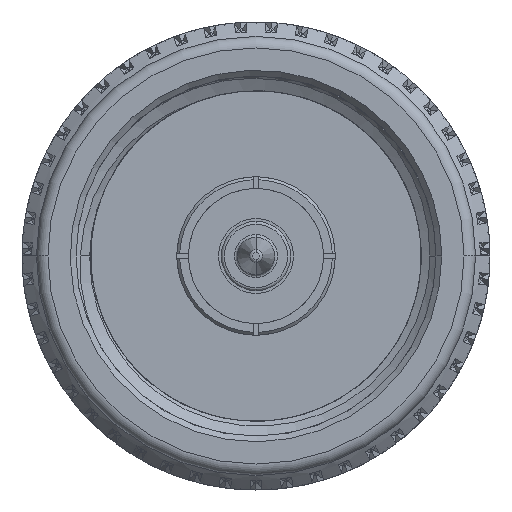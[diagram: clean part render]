
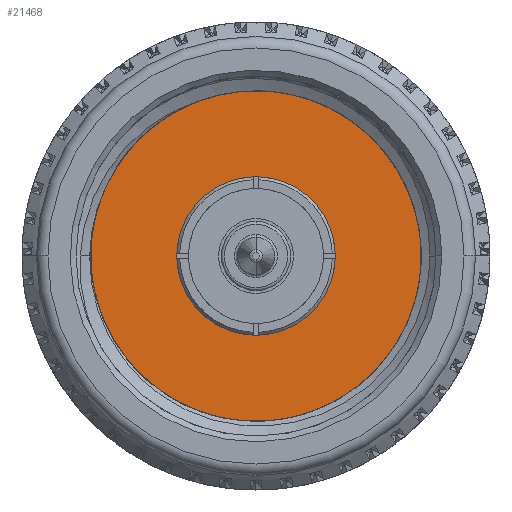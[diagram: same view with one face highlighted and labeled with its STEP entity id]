
A CAD part, left-side view. The second image highlights one B-rep face of the part: STEP entity #21468.
In plain terms, the highlighted planar face has unit normal (-1, 0, 0).
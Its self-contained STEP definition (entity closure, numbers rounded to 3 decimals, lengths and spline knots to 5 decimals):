
#829 = CARTESIAN_POINT ( 'NONE',  ( 0.375, 0., 0. ) ) ;
#2411 = CARTESIAN_POINT ( 'NONE',  ( 0.375, -0.00524, -0.29595 ) ) ;
#2719 = CARTESIAN_POINT ( 'NONE',  ( 0.375, -0.30682, -0.05522 ) ) ;
#2887 = FACE_BOUND ( 'NONE', #61040, .T. ) ;
#3056 = CARTESIAN_POINT ( 'NONE',  ( 0.375, -0.12704, -0.27157 ) ) ;
#5181 = VERTEX_POINT ( 'NONE', #87729 ) ;
#7557 = CARTESIAN_POINT ( 'NONE',  ( 0.375, 0.28244, -0.05055 ) ) ;
#8777 = CARTESIAN_POINT ( 'NONE',  ( 0.375, 0.17404, -0.22812 ) ) ;
#9923 = CARTESIAN_POINT ( 'NONE',  ( 0.375, 0.05015, -0.28853 ) ) ;
#10566 = CARTESIAN_POINT ( 'NONE',  ( 0.375, -0.1985, -0.22894 ) ) ;
#10576 = EDGE_CURVE ( 'NONE', #5181, #49506, #97014, .T. ) ;
#12008 = VERTEX_POINT ( 'NONE', #60688 ) ;
#12200 = VERTEX_POINT ( 'NONE', #91659 ) ;
#13304 = VERTEX_POINT ( 'NONE', #89913 ) ;
#13706 = CARTESIAN_POINT ( 'NONE',  ( 0.375, 0.28827, -0.01704 ) ) ;
#16023 = CARTESIAN_POINT ( 'NONE',  ( 0.375, 0.28244, -0.05055 ) ) ;
#17728 = CARTESIAN_POINT ( 'NONE',  ( 0.375, -0.29433, -0.09491 ) ) ;
#18028 = DIRECTION ( 'NONE',  ( -1., 0., 0. ) ) ;
#18048 = CARTESIAN_POINT ( 'NONE',  ( 0.375, -0.11418, -0.27664 ) ) ;
#18149 = CARTESIAN_POINT ( 'NONE',  ( 0.375, 0., 0. ) ) ;
#20578 = ORIENTED_EDGE ( 'NONE', *, *, #84601, .T. ) ;
#21468 = ADVANCED_FACE ( 'NONE', ( #2887, #34521 ), #30538, .T. ) ;
#22175 = CARTESIAN_POINT ( 'NONE',  ( 0.375, 0.22499, -0.17895 ) ) ;
#22723 = AXIS2_PLACEMENT_3D ( 'NONE', #33990, #18028, #63127 ) ;
#23186 = CARTESIAN_POINT ( 'NONE',  ( 0.375, 0.27931, -0.06803 ) ) ;
#23305 = CARTESIAN_POINT ( 'NONE',  ( 0.375, 0.17404, -0.22812 ) ) ;
#24710 = CARTESIAN_POINT ( 'NONE',  ( 0.375, 0., 0. ) ) ;
#24891 = CARTESIAN_POINT ( 'NONE',  ( 0.375, 0.11552, -0.26608 ) ) ;
#25215 = CARTESIAN_POINT ( 'NONE',  ( 0.375, -0.2892, -0.10803 ) ) ;
#29412 = CARTESIAN_POINT ( 'NONE',  ( 0.375, 0.23565, -0.16465 ) ) ;
#30538 = PLANE ( 'NONE',  #54738 ) ;
#30719 = CARTESIAN_POINT ( 'NONE',  ( 0.375, 0.27457, -0.08517 ) ) ;
#31614 = EDGE_CURVE ( 'NONE', #13304, #90856, #32553, .T. ) ;
#32553 = CIRCLE ( 'NONE', #85898, 0.1375 ) ;
#32746 = CARTESIAN_POINT ( 'NONE',  ( 0.375, -0.16434, -0.25271 ) ) ;
#33166 = EDGE_CURVE ( 'NONE', #90856, #13304, #52189, .T. ) ;
#33788 = DIRECTION ( 'NONE',  ( 0., -1., 0. ) ) ;
#33990 = CARTESIAN_POINT ( 'NONE',  ( 0.375, 0., 0. ) ) ;
#34521 = FACE_OUTER_BOUND ( 'NONE', #93121, .T. ) ;
#35596 = CARTESIAN_POINT ( 'NONE',  ( 0.375, 0.28892, 0. ) ) ;
#39905 = CARTESIAN_POINT ( 'NONE',  ( 0.375, -0.07416, -0.28825 ) ) ;
#41078 = B_SPLINE_CURVE_WITH_KNOTS ( 'NONE', 3,
 ( #23305, #61536, #84763, #77534, #24891, #55590, #62819, #9923, #62170, #2411, #92241, #39905, #47415, #18048, #3056, #70672, #32746, #91937, #10566, #77210, #77857, #93182, #84425, #25215, #17728, #2719, #70366, #85094 ),
 .UNSPECIFIED., .F., .F.,
 ( 4, 2, 2, 2, 2, 2, 2, 2, 2, 2, 2, 2, 2, 4 ),
 ( 0., 0.00106, 0.00212, 0.00319, 0.00425, 0.00637, 0.00743, 0.00849, 0.00956, 0.01062, 0.01274, 0.0138, 0.01487, 0.01699 ),
 .UNSPECIFIED. ) ;
#41320 = EDGE_CURVE ( 'NONE', #49506, #12008, #54419, .T. ) ;
#47241 = ORIENTED_EDGE ( 'NONE', *, *, #31614, .F. ) ;
#47415 = CARTESIAN_POINT ( 'NONE',  ( 0.375, -0.08779, -0.28497 ) ) ;
#49506 = VERTEX_POINT ( 'NONE', #69277 ) ;
#49791 = DIRECTION ( 'NONE',  ( 0., -1., 0. ) ) ;
#52189 = CIRCLE ( 'NONE', #22723, 0.1375 ) ;
#52556 = CARTESIAN_POINT ( 'NONE',  ( 0.375, 0.28612, -0.03389 ) ) ;
#54419 = B_SPLINE_CURVE_WITH_KNOTS ( 'NONE', 3,
 ( #35596, #13706, #52556, #7557 ),
 .UNSPECIFIED., .F., .F.,
 ( 4, 4 ),
 ( 0., 0.00129 ),
 .UNSPECIFIED. ) ;
#54738 = AXIS2_PLACEMENT_3D ( 'NONE', #829, #68139, #75969 ) ;
#54770 = DIRECTION ( 'NONE',  ( 0., -1., 0. ) ) ;
#55590 = CARTESIAN_POINT ( 'NONE',  ( 0.375, 0.08997, -0.27696 ) ) ;
#57866 = EDGE_CURVE ( 'NONE', #64662, #12200, #41078, .T. ) ;
#58084 = EDGE_CURVE ( 'NONE', #12008, #64662, #88769, .T. ) ;
#59839 = CIRCLE ( 'NONE', #71736, 0.3125 ) ;
#60688 = CARTESIAN_POINT ( 'NONE',  ( 0.375, 0.28244, -0.05055 ) ) ;
#61040 = EDGE_LOOP ( 'NONE', ( #94842, #47241 ) ) ;
#61536 = CARTESIAN_POINT ( 'NONE',  ( 0.375, 0.16324, -0.23706 ) ) ;
#62170 = CARTESIAN_POINT ( 'NONE',  ( 0.375, 0.03641, -0.29114 ) ) ;
#62819 = CARTESIAN_POINT ( 'NONE',  ( 0.375, 0.07689, -0.28144 ) ) ;
#63127 = DIRECTION ( 'NONE',  ( 0., -1., 0. ) ) ;
#63886 = DIRECTION ( 'NONE',  ( -1., 0., 0. ) ) ;
#64662 = VERTEX_POINT ( 'NONE', #8777 ) ;
#68139 = DIRECTION ( 'NONE',  ( -1., 0., 0. ) ) ;
#68314 = CARTESIAN_POINT ( 'NONE',  ( 0.375, 0.26198, -0.11837 ) ) ;
#69217 = DIRECTION ( 'NONE',  ( -1., 0., 0. ) ) ;
#69277 = CARTESIAN_POINT ( 'NONE',  ( 0.375, 0.28892, 0. ) ) ;
#70167 = VECTOR ( 'NONE', #49791, 39.37008 ) ;
#70366 = CARTESIAN_POINT ( 'NONE',  ( 0.375, -0.31152, -0.028 ) ) ;
#70672 = CARTESIAN_POINT ( 'NONE',  ( 0.375, -0.15208, -0.25964 ) ) ;
#71735 = CARTESIAN_POINT ( 'NONE',  ( 0.375, 0.1375, 0. ) ) ;
#71736 = AXIS2_PLACEMENT_3D ( 'NONE', #24710, #69217, #54770 ) ;
#72619 = ORIENTED_EDGE ( 'NONE', *, *, #57866, .T. ) ;
#74034 = ORIENTED_EDGE ( 'NONE', *, *, #10576, .T. ) ;
#74185 = CARTESIAN_POINT ( 'NONE',  ( 0.375, 0.25412, -0.1344 ) ) ;
#74724 = ORIENTED_EDGE ( 'NONE', *, *, #58084, .T. ) ;
#75969 = DIRECTION ( 'NONE',  ( 0., -1., 0. ) ) ;
#77210 = CARTESIAN_POINT ( 'NONE',  ( 0.375, -0.22957, -0.20149 ) ) ;
#77534 = CARTESIAN_POINT ( 'NONE',  ( 0.375, 0.12806, -0.25965 ) ) ;
#77857 = CARTESIAN_POINT ( 'NONE',  ( 0.375, -0.24804, -0.18002 ) ) ;
#80616 = CARTESIAN_POINT ( 'NONE',  ( 0.375, 0., 0. ) ) ;
#81735 = CARTESIAN_POINT ( 'NONE',  ( 0.375, 0.18816, -0.21735 ) ) ;
#83691 = CARTESIAN_POINT ( 'NONE',  ( 0.375, 0.17404, -0.22812 ) ) ;
#84425 = CARTESIAN_POINT ( 'NONE',  ( 0.375, -0.27735, -0.13315 ) ) ;
#84601 = EDGE_CURVE ( 'NONE', #12200, #5181, #59839, .T. ) ;
#84763 = CARTESIAN_POINT ( 'NONE',  ( 0.375, 0.15188, -0.24515 ) ) ;
#84887 = ORIENTED_EDGE ( 'NONE', *, *, #41320, .T. ) ;
#85094 = CARTESIAN_POINT ( 'NONE',  ( 0.375, -0.3125, 0. ) ) ;
#85898 = AXIS2_PLACEMENT_3D ( 'NONE', #18149, #63886, #33788 ) ;
#87729 = CARTESIAN_POINT ( 'NONE',  ( 0.375, 0.3125, 0. ) ) ;
#88769 = B_SPLINE_CURVE_WITH_KNOTS ( 'NONE', 3,
 ( #16023, #23186, #30719, #68314, #74185, #29412, #22175, #89528, #81735, #83691 ),
 .UNSPECIFIED., .F., .F.,
 ( 4, 2, 2, 2, 4 ),
 ( 0., 0.00135, 0.00271, 0.00406, 0.00541 ),
 .UNSPECIFIED. ) ;
#89528 = CARTESIAN_POINT ( 'NONE',  ( 0.375, 0.20121, -0.20532 ) ) ;
#89913 = CARTESIAN_POINT ( 'NONE',  ( 0.375, -0.1375, 0. ) ) ;
#90856 = VERTEX_POINT ( 'NONE', #71735 ) ;
#91659 = CARTESIAN_POINT ( 'NONE',  ( 0.375, -0.3125, 0. ) ) ;
#91937 = CARTESIAN_POINT ( 'NONE',  ( 0.375, -0.18753, -0.23736 ) ) ;
#92241 = CARTESIAN_POINT ( 'NONE',  ( 0.375, -0.03288, -0.29517 ) ) ;
#93121 = EDGE_LOOP ( 'NONE', ( #20578, #74034, #84887, #74724, #72619 ) ) ;
#93182 = CARTESIAN_POINT ( 'NONE',  ( 0.375, -0.27062, -0.14523 ) ) ;
#94842 = ORIENTED_EDGE ( 'NONE', *, *, #33166, .F. ) ;
#97014 = LINE ( 'NONE', #80616, #70167 ) ;
